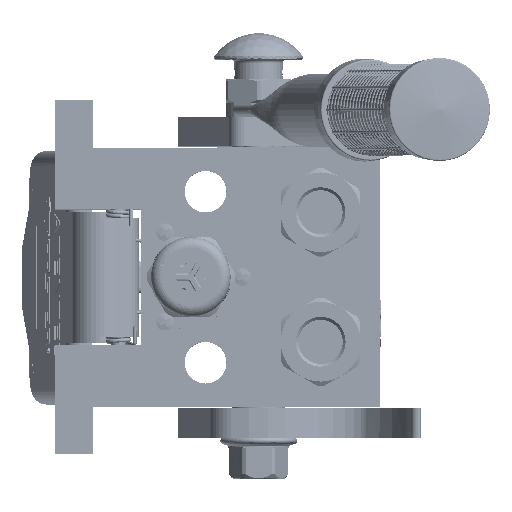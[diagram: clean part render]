
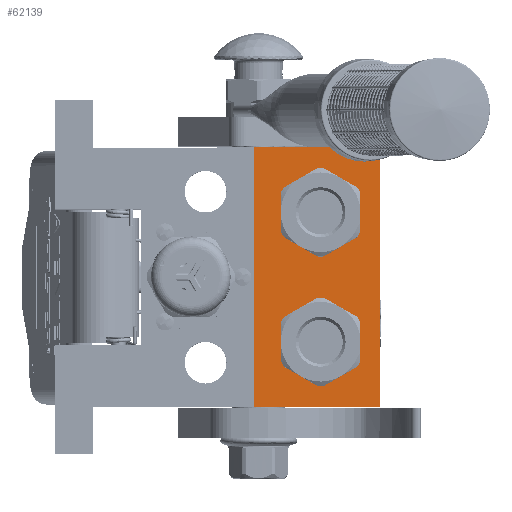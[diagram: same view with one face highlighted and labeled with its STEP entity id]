
A CAD part, top view. The second image highlights one B-rep face of the part: STEP entity #62139.
In plain terms, the highlighted face is planar.
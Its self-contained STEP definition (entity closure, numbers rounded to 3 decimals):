
#2744 = VERTEX_POINT ( 'NONE', #10982 ) ;
#4056 = EDGE_CURVE ( 'NONE', #7326, #130207, #129789, .T. ) ;
#7326 = VERTEX_POINT ( 'NONE', #123727 ) ;
#8289 = ORIENTED_EDGE ( 'NONE', *, *, #169118, .T. ) ;
#10094 = CARTESIAN_POINT ( 'NONE',  ( -22., 8.9, -32.15 ) ) ;
#10982 = CARTESIAN_POINT ( 'NONE',  ( -44., 8.9, 0. ) ) ;
#12393 = EDGE_CURVE ( 'NONE', #2744, #52101, #32310, .T. ) ;
#17466 = EDGE_CURVE ( 'NONE', #179938, #148189, #200608, .T. ) ;
#18100 = CARTESIAN_POINT ( 'NONE',  ( 22., 8.9, -32.15 ) ) ;
#23670 = VECTOR ( 'NONE', #188652, 1000. ) ;
#24553 = DIRECTION ( 'NONE',  ( 0., -1., 0. ) ) ;
#27280 = FACE_OUTER_BOUND ( 'NONE', #101799, .T. ) ;
#32310 = LINE ( 'NONE', #143745, #115883 ) ;
#33419 = ORIENTED_EDGE ( 'NONE', *, *, #4056, .F. ) ;
#37060 = CARTESIAN_POINT ( 'NONE',  ( -44., 8.9, -42.5 ) ) ;
#43129 = DIRECTION ( 'NONE',  ( 0., -1., 0. ) ) ;
#46495 = VECTOR ( 'NONE', #156087, 1000. ) ;
#48065 = AXIS2_PLACEMENT_3D ( 'NONE', #117648, #168084, #83380 ) ;
#52040 = EDGE_LOOP ( 'NONE', ( #176152, #87722 ) ) ;
#52101 = VERTEX_POINT ( 'NONE', #192508 ) ;
#56966 = LINE ( 'NONE', #37060, #46495 ) ;
#59146 = CARTESIAN_POINT ( 'NONE',  ( 22., 8.9, -20. ) ) ;
#60539 = EDGE_CURVE ( 'NONE', #175246, #184348, #84857, .T. ) ;
#60600 = DIRECTION ( 'NONE',  ( 0., -1., 0. ) ) ;
#62139 = ADVANCED_FACE ( 'NONE', ( #168527, #153005, #27280 ), #185606, .T. ) ;
#83380 = DIRECTION ( 'NONE',  ( 1., 0., 0. ) ) ;
#84857 = CIRCLE ( 'NONE', #179628, 12.15 ) ;
#87722 = ORIENTED_EDGE ( 'NONE', *, *, #60539, .F. ) ;
#93536 = CARTESIAN_POINT ( 'NONE',  ( -22., 8.9, -7.85 ) ) ;
#98857 = EDGE_CURVE ( 'NONE', #2744, #7326, #198668, .T. ) ;
#100801 = ORIENTED_EDGE ( 'NONE', *, *, #12393, .T. ) ;
#101799 = EDGE_LOOP ( 'NONE', ( #100801, #8289, #33419, #201692 ) ) ;
#102656 = CARTESIAN_POINT ( 'NONE',  ( -22., 8.9, -20. ) ) ;
#104089 = DIRECTION ( 'NONE',  ( 0., 0., 1. ) ) ;
#110306 = EDGE_CURVE ( 'NONE', #184348, #175246, #135560, .T. ) ;
#115883 = VECTOR ( 'NONE', #194114, 1000. ) ;
#116421 = CARTESIAN_POINT ( 'NONE',  ( -22., 8.9, -20. ) ) ;
#117648 = CARTESIAN_POINT ( 'NONE',  ( 0., 8.9, 0. ) ) ;
#121749 = CARTESIAN_POINT ( 'NONE',  ( 44., 8.9, -42.5 ) ) ;
#123727 = CARTESIAN_POINT ( 'NONE',  ( 44., 8.9, 0. ) ) ;
#126982 = CIRCLE ( 'NONE', #193424, 12.15 ) ;
#129789 = LINE ( 'NONE', #137213, #135059 ) ;
#130207 = VERTEX_POINT ( 'NONE', #121749 ) ;
#131807 = DIRECTION ( 'NONE',  ( 0., 0., -1. ) ) ;
#134463 = CARTESIAN_POINT ( 'NONE',  ( 22., 8.9, -7.85 ) ) ;
#135059 = VECTOR ( 'NONE', #201594, 1000. ) ;
#135560 = CIRCLE ( 'NONE', #169052, 12.15 ) ;
#137213 = CARTESIAN_POINT ( 'NONE',  ( 44., 8.9, 0. ) ) ;
#143745 = CARTESIAN_POINT ( 'NONE',  ( -44., 8.9, 0. ) ) ;
#145380 = DIRECTION ( 'NONE',  ( 0., 0., -1. ) ) ;
#148189 = VERTEX_POINT ( 'NONE', #18100 ) ;
#152244 = EDGE_CURVE ( 'NONE', #148189, #179938, #126982, .T. ) ;
#153005 = FACE_BOUND ( 'NONE', #52040, .T. ) ;
#154881 = ORIENTED_EDGE ( 'NONE', *, *, #152244, .F. ) ;
#156087 = DIRECTION ( 'NONE',  ( 1., 0., 0. ) ) ;
#168084 = DIRECTION ( 'NONE',  ( 0., -1., 0. ) ) ;
#168527 = FACE_BOUND ( 'NONE', #180095, .T. ) ;
#169052 = AXIS2_PLACEMENT_3D ( 'NONE', #116421, #199043, #131807 ) ;
#169118 = EDGE_CURVE ( 'NONE', #52101, #130207, #56966, .T. ) ;
#175246 = VERTEX_POINT ( 'NONE', #93536 ) ;
#176152 = ORIENTED_EDGE ( 'NONE', *, *, #110306, .F. ) ;
#178271 = CARTESIAN_POINT ( 'NONE',  ( 22., 8.9, -20. ) ) ;
#179628 = AXIS2_PLACEMENT_3D ( 'NONE', #102656, #24553, #104089 ) ;
#179938 = VERTEX_POINT ( 'NONE', #134463 ) ;
#180095 = EDGE_LOOP ( 'NONE', ( #154881, #199758 ) ) ;
#184348 = VERTEX_POINT ( 'NONE', #10094 ) ;
#185606 = PLANE ( 'NONE',  #48065 ) ;
#188652 = DIRECTION ( 'NONE',  ( 1., 0., 0. ) ) ;
#190114 = AXIS2_PLACEMENT_3D ( 'NONE', #59146, #60600, #209766 ) ;
#192508 = CARTESIAN_POINT ( 'NONE',  ( -44., 8.9, -42.5 ) ) ;
#193424 = AXIS2_PLACEMENT_3D ( 'NONE', #178271, #43129, #145380 ) ;
#194114 = DIRECTION ( 'NONE',  ( 0., 0., -1. ) ) ;
#198668 = LINE ( 'NONE', #202643, #23670 ) ;
#199043 = DIRECTION ( 'NONE',  ( 0., -1., 0. ) ) ;
#199758 = ORIENTED_EDGE ( 'NONE', *, *, #17466, .F. ) ;
#200608 = CIRCLE ( 'NONE', #190114, 12.15 ) ;
#201594 = DIRECTION ( 'NONE',  ( 0., 0., -1. ) ) ;
#201692 = ORIENTED_EDGE ( 'NONE', *, *, #98857, .F. ) ;
#202643 = CARTESIAN_POINT ( 'NONE',  ( -44., 8.9, 0. ) ) ;
#209766 = DIRECTION ( 'NONE',  ( 0., 0., 1. ) ) ;
